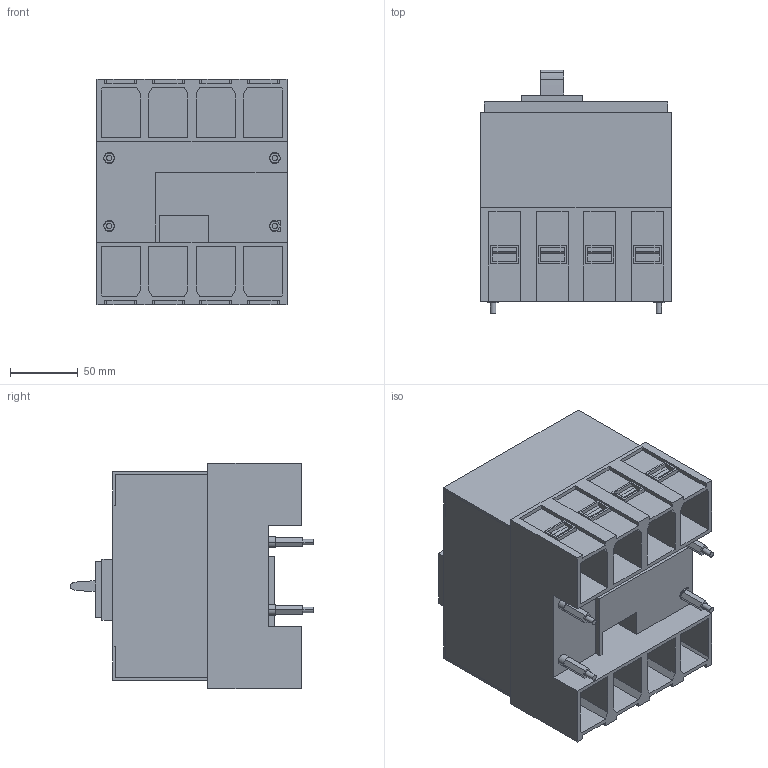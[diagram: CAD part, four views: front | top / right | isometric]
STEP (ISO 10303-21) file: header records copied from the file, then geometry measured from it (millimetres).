
FILE_DESCRIPTION(('CATIA V5 STEP Exchange'),'2;1');
FILE_NAME('1SDH001295R0531_1PA_001_00_XT3_4P_PLUG-IN_FIXING_70MM.stp','2014-11-11T15:31:17+00:00',('none'),('none'),'CATIA Version 5 Release 20 SP 1 (IN-10)','CATIA V5 STEP AP214','none');
FILE_SCHEMA(('AUTOMOTIVE_DESIGN { 1 0 10303 214 1 1 1 1 }'));
Length unit declared in the file: millimetre
Products named in the file (1): 1SDH001295R0531_1PA_001_00_XT3_4P_PLUG-IN_FIXING_70MM
Bounding box: 140 x 179.28 x 166 mm (x, y, z)
Volume: 2595692.7 mm3; surface area: 279967 mm2
Topology: 4 solids, 4 shells, 328 faces, 870 edges, 569 vertices
Faces by surface type: plane 308, cylinder 20
Entity records: 9342 total; most frequent: ORIENTED_EDGE 1740, CARTESIAN_POINT 1615, DIRECTION 1220, EDGE_CURVE 870, VECTOR 784, LINE 784, VERTEX_POINT 569, EDGE_LOOP 363
